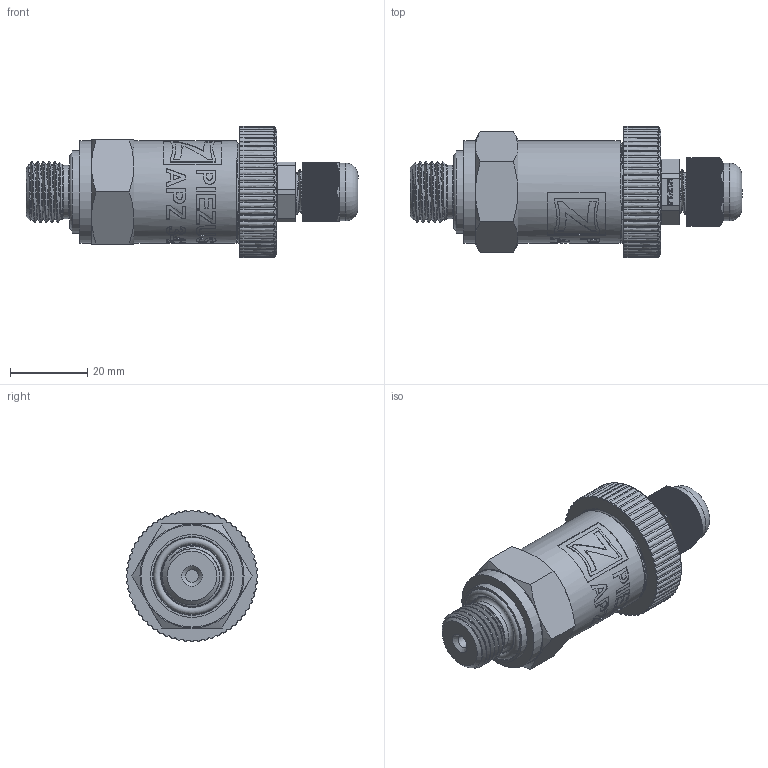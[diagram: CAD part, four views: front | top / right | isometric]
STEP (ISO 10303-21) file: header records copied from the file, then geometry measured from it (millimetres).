
FILE_DESCRIPTION(/* description */ (''),/* implementation_level */ '2;1');
FILE_NAME(/* name */ 'APZ3420_M16x1,5DIN_CableGland.step',/* time_stamp */ '2021-06-18T15:25:55+03:00',/* author */ (''),/* organization */ (''),/* preprocessor_version */ 'ST-DEVELOPER v18.1',/* originating_system */ 'Autodesk Translation Framework v10.9.0.1377',/* authorisation */ '');
FILE_SCHEMA (('AUTOMOTIVE_DESIGN { 1 0 10303 214 3 1 1 }'));
Products named in the file (8): APZ3420_; M16x1,5 DIN; OMAL nut M27x1.5; Ш100.000.001; M12x1.5 Cable gland; Cable gland; Rubber gasket; M12 Domed nut
Assembly tree (7 placements, depth 3):
  APZ3420_
    M16x1,5 DIN
    OMAL nut M27x1.5
    Ш100.000.001
    M12x1.5 Cable gland
      Cable gland
      Rubber gasket
      M12 Domed nut
Bounding box: 86.16 x 34 x 34 mm (x, y, z)
Volume: 38001.5 mm3; surface area: 16894.2 mm2
Topology: 7 solids, 7 shells, 2692 faces, 7897 edges, 5266 vertices
Faces by surface type: plane 1482, cylinder 779, bspline 396, cone 26, torus 8, sphere 1
Full cylindrical faces by diameter (mm): 1 x6, 3.3 x1, 7.5 x1, 8 x1, 9.976 x5, 10 x6, 10.376 x4, 10.526 x3, 11.6 x4, 12 x5, 12.203 x3, 12.6 x1, 13.8 x1, 14.137 x5, 15 x1, 15.85 x5, 16.4 x1, 17 x1, 20 x1, 21.4 x2, 21.5 x1, 22.3 x1, 22.4 x1, 24.5 x1, 25.132 x4, 25.526 x4, 26.5 x6, 27.208 x5
Entity records: 113717 total; most frequent: CARTESIAN_POINT 45278, ORIENTED_EDGE 15794, DIRECTION 12331, EDGE_CURVE 7897, VERTEX_POINT 5266, LINE 4281, VECTOR 4281, AXIS2_PLACEMENT_3D 4025
